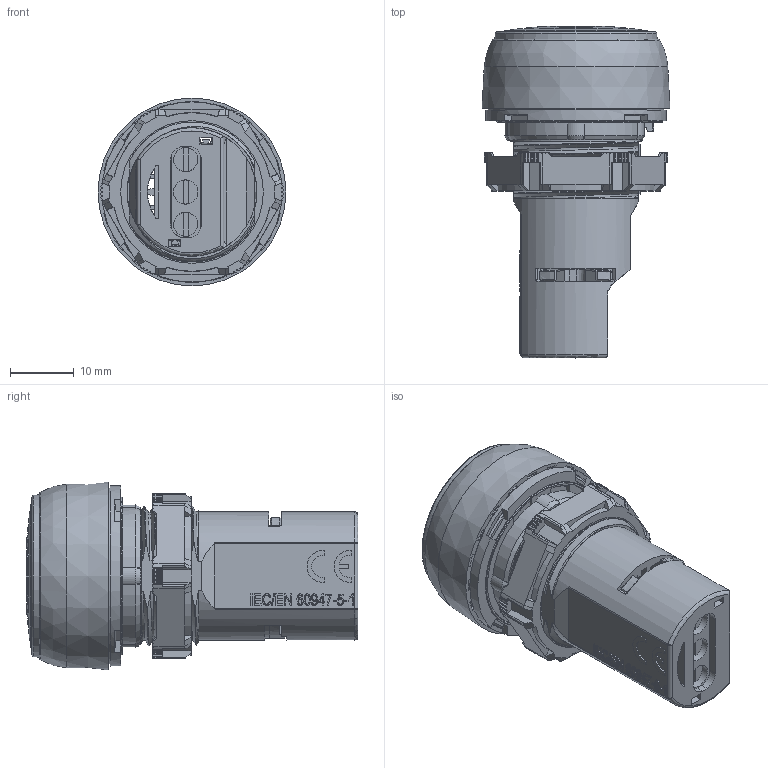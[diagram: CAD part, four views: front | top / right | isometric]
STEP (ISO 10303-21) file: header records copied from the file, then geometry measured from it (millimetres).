
FILE_DESCRIPTION((''),'2;1');
FILE_NAME('LPCZ_IP40.stp','2015-12-04T10:12:45',('Zanchi_F'),(''),'Autodesk Inventor 2013','Autodesk Inventor 2013','');
FILE_SCHEMA(('AUTOMOTIVE_DESIGN { 1 0 10303 214 1 1 1 1 }'));
Length unit declared in the file: millimetre
Products named in the file (10): LPCZ_IP40; 30201735; 30201616; PL000707-P01; 40750606; 33600077; 32900002; 33810131; PL000706-P01; 30201736
Assembly tree (9 placements, depth 3):
  LPCZ_IP40
    30201735
    30201616
    PL000707-P01
    40750606
      33600077
      32900002
      33810131
    PL000706-P01
    30201736
Bounding box: 29.5 x 52.11 x 29.5 mm (x, y, z)
Volume: 11180.5 mm3; surface area: 16038.4 mm2
Topology: 8 solids, 8 shells, 1469 faces, 4118 edges, 2693 vertices
Faces by surface type: plane 879, cylinder 248, bspline 191, cone 127, torus 20, sphere 4
Full cylindrical faces by diameter (mm): 0.8 x2, 1.15 x3, 1.354 x1, 2.7 x1, 3.5 x2, 3.8 x3, 14 x1, 20.35 x1, 20.376 x1, 20.7 x1, 22.4 x1, 23.6 x1, 25.7 x3, 26.8 x1, 27 x1, 27.5 x1, 27.7 x1, 28.3 x1
Entity records: 54218 total; most frequent: CARTESIAN_POINT 17361, ORIENTED_EDGE 8044, DIRECTION 6981, EDGE_CURVE 4022, VERTEX_POINT 2658, AXIS2_PLACEMENT_3D 2344, VECTOR 2293, LINE 2293
